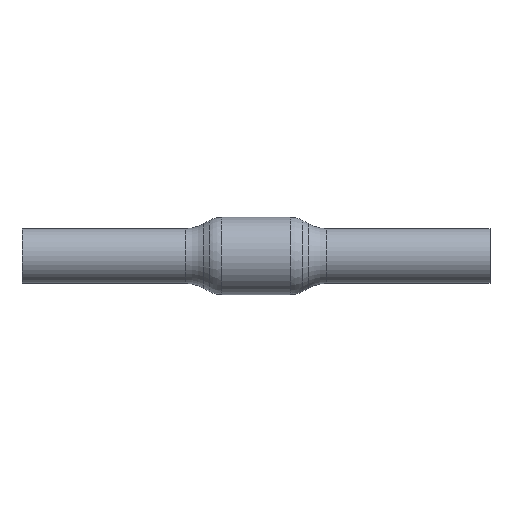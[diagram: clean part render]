
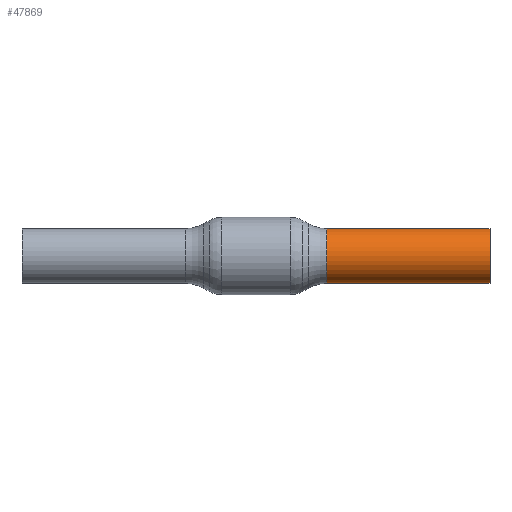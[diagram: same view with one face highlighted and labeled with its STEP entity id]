
A CAD part, front view. The second image highlights one B-rep face of the part: STEP entity #47869.
In plain terms, the highlighted cylindrical face has radius 13.45 mm (diameter 26.9 mm), a partial arc.
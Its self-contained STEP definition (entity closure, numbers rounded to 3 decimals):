
#813 = VECTOR ( 'NONE', #23495, 1000. ) ;
#3613 = DIRECTION ( 'NONE',  ( 0., 0., -1. ) ) ;
#10614 = DIRECTION ( 'NONE',  ( 0., 0., 1. ) ) ;
#13146 = CIRCLE ( 'NONE', #37200, 13.45 ) ;
#14032 = EDGE_CURVE ( 'NONE', #21674, #41645, #44934, .T. ) ;
#15120 = CARTESIAN_POINT ( 'NONE',  ( 115., 0., 13.45 ) ) ;
#17439 = CARTESIAN_POINT ( 'NONE',  ( -62.69, 0., 13.45 ) ) ;
#19042 = CYLINDRICAL_SURFACE ( 'NONE', #27302, 13.45 ) ;
#19610 = ORIENTED_EDGE ( 'NONE', *, *, #36358, .F. ) ;
#21674 = VERTEX_POINT ( 'NONE', #15120 ) ;
#22975 = ORIENTED_EDGE ( 'NONE', *, *, #32412, .F. ) ;
#23167 = VERTEX_POINT ( 'NONE', #44303 ) ;
#23495 = DIRECTION ( 'NONE',  ( -1., 0., 0. ) ) ;
#23604 = CARTESIAN_POINT ( 'NONE',  ( -62.69, 0., 0. ) ) ;
#24011 = DIRECTION ( 'NONE',  ( -1., 0., 0. ) ) ;
#26656 = AXIS2_PLACEMENT_3D ( 'NONE', #35305, #40267, #10614 ) ;
#27302 = AXIS2_PLACEMENT_3D ( 'NONE', #23604, #24011, #53459 ) ;
#27578 = DIRECTION ( 'NONE',  ( 1., 0., 0. ) ) ;
#32412 = EDGE_CURVE ( 'NONE', #56049, #41645, #62312, .T. ) ;
#32477 = LINE ( 'NONE', #38652, #813 ) ;
#33795 = FACE_OUTER_BOUND ( 'NONE', #52348, .T. ) ;
#35305 = CARTESIAN_POINT ( 'NONE',  ( 34.686, 0., 0. ) ) ;
#36215 = EDGE_CURVE ( 'NONE', #21674, #23167, #13146, .T. ) ;
#36358 = EDGE_CURVE ( 'NONE', #23167, #56049, #32477, .T. ) ;
#37200 = AXIS2_PLACEMENT_3D ( 'NONE', #37795, #27578, #3613 ) ;
#37409 = ORIENTED_EDGE ( 'NONE', *, *, #14032, .T. ) ;
#37795 = CARTESIAN_POINT ( 'NONE',  ( 115., 0., 0. ) ) ;
#38652 = CARTESIAN_POINT ( 'NONE',  ( -62.69, 0., -13.45 ) ) ;
#40267 = DIRECTION ( 'NONE',  ( -1., 0., 0. ) ) ;
#40286 = VECTOR ( 'NONE', #52085, 1000. ) ;
#41645 = VERTEX_POINT ( 'NONE', #55350 ) ;
#44303 = CARTESIAN_POINT ( 'NONE',  ( 115., 0., -13.45 ) ) ;
#44934 = LINE ( 'NONE', #17439, #40286 ) ;
#47869 = ADVANCED_FACE ( 'NONE', ( #33795 ), #19042, .T. ) ;
#52085 = DIRECTION ( 'NONE',  ( -1., 0., 0. ) ) ;
#52348 = EDGE_LOOP ( 'NONE', ( #19610, #61817, #37409, #22975 ) ) ;
#53459 = DIRECTION ( 'NONE',  ( 0., 0., 1. ) ) ;
#55350 = CARTESIAN_POINT ( 'NONE',  ( 34.686, 0., 13.45 ) ) ;
#56049 = VERTEX_POINT ( 'NONE', #57966 ) ;
#57966 = CARTESIAN_POINT ( 'NONE',  ( 34.686, 0., -13.45 ) ) ;
#61817 = ORIENTED_EDGE ( 'NONE', *, *, #36215, .F. ) ;
#62312 = CIRCLE ( 'NONE', #26656, 13.45 ) ;
